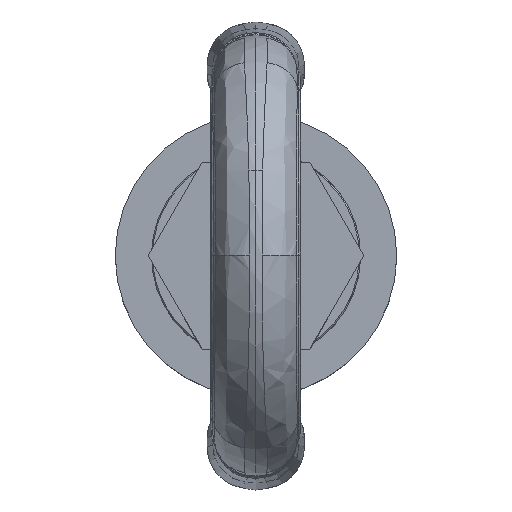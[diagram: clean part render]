
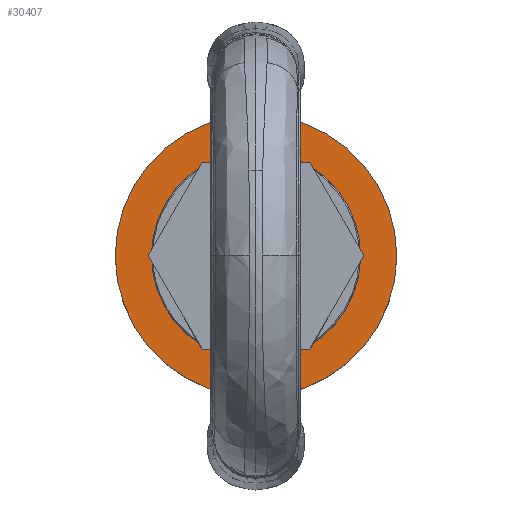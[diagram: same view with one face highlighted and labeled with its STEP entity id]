
A CAD part, top view. The second image highlights one B-rep face of the part: STEP entity #30407.
In plain terms, the highlighted planar face has unit normal (0, 0, 1).
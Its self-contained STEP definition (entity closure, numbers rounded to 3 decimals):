
#30344=CARTESIAN_POINT('Vertex',(56.5,0.,0.)) ;
#30347=CARTESIAN_POINT('Axis2P3D Location',(0.,0.,0.)) ;
#30351=CARTESIAN_POINT('Vertex',(-56.5,0.,0.)) ;
#30386=CARTESIAN_POINT('Axis2P3D Location',(0.,0.,0.)) ;
#30398=CARTESIAN_POINT('Axis2P3D Location',(0.,0.,0.)) ;
#30348=DIRECTION('Axis2P3D Direction',(0.,0.,1.)) ;
#30387=DIRECTION('Axis2P3D Direction',(0.,0.,1.)) ;
#30399=DIRECTION('Axis2P3D Direction',(0.,0.,1.)) ;
#30400=DIRECTION('Axis2P3D XDirection',(1.,0.,0.)) ;
#30349=AXIS2_PLACEMENT_3D('Circle Axis2P3D',#30347,#30348,$) ;
#30388=AXIS2_PLACEMENT_3D('Circle Axis2P3D',#30386,#30387,$) ;
#30401=AXIS2_PLACEMENT_3D('Plane Axis2P3D',#30398,#30399,#30400) ;
#30404=ORIENTED_EDGE('',*,*,#30353,.T.) ;
#30405=ORIENTED_EDGE('',*,*,#30390,.F.) ;
#30407=ADVANCED_FACE('YK8231-200C-A',(#30406),#30402,.T.) ;
#30350=CIRCLE('generated circle',#30349,56.5) ;
#30389=CIRCLE('generated circle',#30388,56.5) ;
#30353=EDGE_CURVE('',#30352,#30345,#30350,.T.) ;
#30390=EDGE_CURVE('',#30352,#30345,#30389,.F.) ;
#30403=EDGE_LOOP('',(#30404,#30405)) ;
#30406=FACE_OUTER_BOUND('',#30403,.T.) ;
#30402=PLANE('',#30401) ;
#30345=VERTEX_POINT('',#30344) ;
#30352=VERTEX_POINT('',#30351) ;
